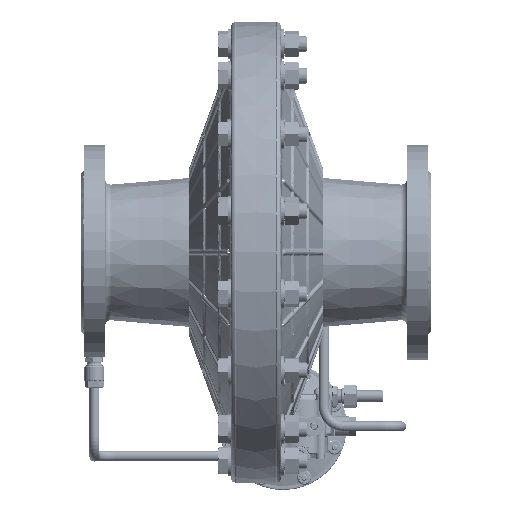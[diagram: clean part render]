
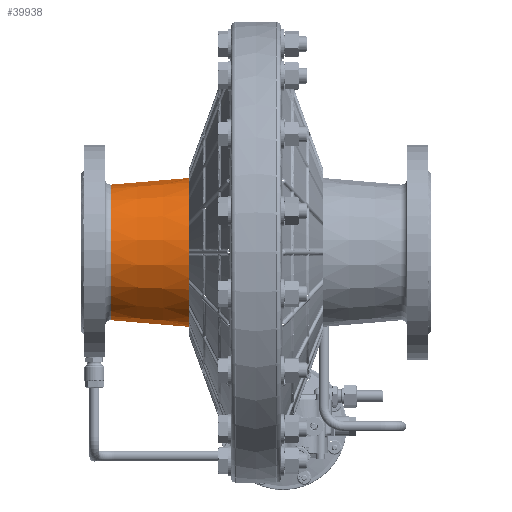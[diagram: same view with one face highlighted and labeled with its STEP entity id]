
A CAD part, front view. The second image highlights one B-rep face of the part: STEP entity #39938.
In plain terms, the highlighted conical face has half-angle 4.817 degrees and reference radius 75 mm.
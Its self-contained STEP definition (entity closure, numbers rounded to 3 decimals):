
#5878 = AXIS2_PLACEMENT_3D ( 'NONE', #63304, #152264, #76112 ) ;
#5917 = CARTESIAN_POINT ( 'NONE',  ( -49.664, 0., 68.048 ) ) ;
#7309 = CARTESIAN_POINT ( 'NONE',  ( -49.664, 0., 0. ) ) ;
#8556 = CARTESIAN_POINT ( 'NONE',  ( 27.832, 0., -74.579 ) ) ;
#8956 = ORIENTED_EDGE ( 'NONE', *, *, #78307, .F. ) ;
#9716 = VERTEX_POINT ( 'NONE', #159703 ) ;
#10681 = DIRECTION ( 'NONE',  ( 0.996, 0., -0.084 ) ) ;
#20067 = DIRECTION ( 'NONE',  ( 0., 0., -1. ) ) ;
#20447 = AXIS2_PLACEMENT_3D ( 'NONE', #65495, #129481, #141760 ) ;
#28915 = ORIENTED_EDGE ( 'NONE', *, *, #123391, .T. ) ;
#32609 = EDGE_CURVE ( 'NONE', #143625, #9716, #98744, .T. ) ;
#39938 = ADVANCED_FACE ( 'NONE', ( #117635 ), #113627, .T. ) ;
#51402 = LINE ( 'NONE', #81442, #115151 ) ;
#55262 = DIRECTION ( 'NONE',  ( 0.996, 0., 0.084 ) ) ;
#62343 = ORIENTED_EDGE ( 'NONE', *, *, #32609, .T. ) ;
#63304 = CARTESIAN_POINT ( 'NONE',  ( 27.832, 0., 0. ) ) ;
#65495 = CARTESIAN_POINT ( 'NONE',  ( 32.832, 0., 0. ) ) ;
#65774 = VERTEX_POINT ( 'NONE', #5917 ) ;
#76112 = DIRECTION ( 'NONE',  ( 0., 0., -1. ) ) ;
#78307 = EDGE_CURVE ( 'NONE', #65774, #9716, #51402, .T. ) ;
#81442 = CARTESIAN_POINT ( 'NONE',  ( 32.832, 0., 75. ) ) ;
#91101 = EDGE_LOOP ( 'NONE', ( #8956, #161689, #28915, #62343 ) ) ;
#96453 = DIRECTION ( 'NONE',  ( 1., 0., 0. ) ) ;
#98093 = LINE ( 'NONE', #125395, #127932 ) ;
#98744 = CIRCLE ( 'NONE', #5878, 74.579 ) ;
#101817 = EDGE_CURVE ( 'NONE', #65774, #138079, #148516, .T. ) ;
#113627 = CONICAL_SURFACE ( 'NONE', #20447, 75., 0.084 ) ;
#115151 = VECTOR ( 'NONE', #55262, 1000. ) ;
#117635 = FACE_OUTER_BOUND ( 'NONE', #91101, .T. ) ;
#123391 = EDGE_CURVE ( 'NONE', #138079, #143625, #98093, .T. ) ;
#125395 = CARTESIAN_POINT ( 'NONE',  ( 32.832, 0., -75. ) ) ;
#127932 = VECTOR ( 'NONE', #10681, 1000. ) ;
#129481 = DIRECTION ( 'NONE',  ( 1., 0., 0. ) ) ;
#130235 = AXIS2_PLACEMENT_3D ( 'NONE', #7309, #96453, #20067 ) ;
#138079 = VERTEX_POINT ( 'NONE', #142154 ) ;
#141760 = DIRECTION ( 'NONE',  ( 0., 0., -1. ) ) ;
#142154 = CARTESIAN_POINT ( 'NONE',  ( -49.664, 0., -68.048 ) ) ;
#143625 = VERTEX_POINT ( 'NONE', #8556 ) ;
#148516 = CIRCLE ( 'NONE', #130235, 68.048 ) ;
#152264 = DIRECTION ( 'NONE',  ( -1., 0., 0. ) ) ;
#159703 = CARTESIAN_POINT ( 'NONE',  ( 27.832, 0., 74.579 ) ) ;
#161689 = ORIENTED_EDGE ( 'NONE', *, *, #101817, .T. ) ;
